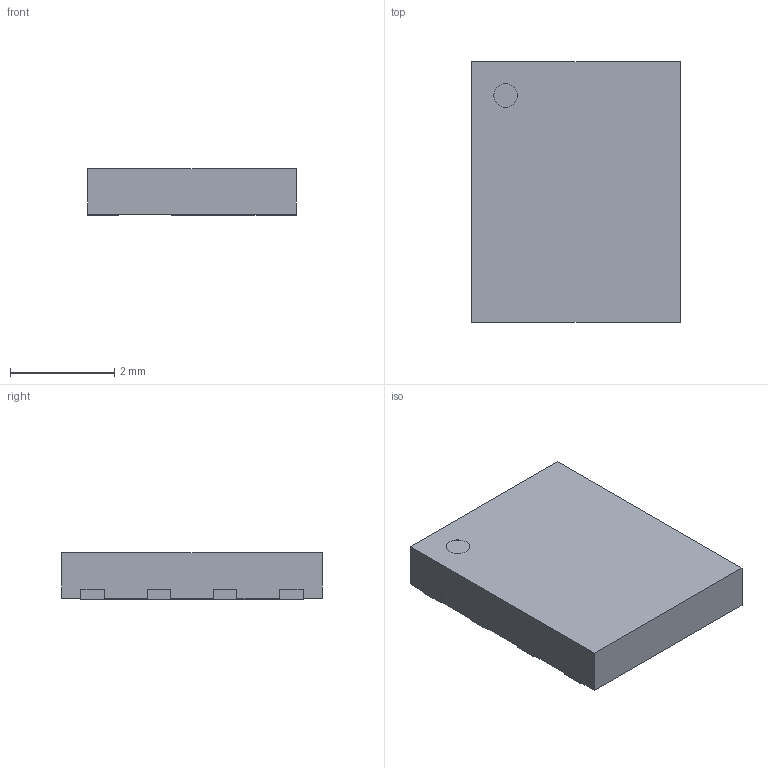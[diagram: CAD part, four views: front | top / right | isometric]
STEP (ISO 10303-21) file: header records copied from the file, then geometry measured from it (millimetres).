
FILE_DESCRIPTION (( 'STEP AP214' ), '1' );
FILE_NAME ('MP9989 (QFN4x5-8).STEP', '2022-05-05T18:05:42', ( '' ), ( '' ), 'SwSTEP 2.0', 'SolidWorks 2021', '' );
FILE_SCHEMA (( 'AUTOMOTIVE_DESIGN' ));
Length unit declared in the file: millimetre
Products named in the file (1): MP9989 (QFN4x5-8)
Bounding box: 4 x 5 x 0.9 mm (x, y, z)
Volume: 17.8 mm3; surface area: 85.3 mm2
Topology: 5 solids, 5 shells, 97 faces, 258 edges, 172 vertices
Faces by surface type: plane 79, cylinder 18
Entity records: 3069 total; most frequent: CARTESIAN_POINT 528, ORIENTED_EDGE 516, DIRECTION 490, EDGE_CURVE 258, VECTOR 222, LINE 222, VERTEX_POINT 172, AXIS2_PLACEMENT_3D 134
